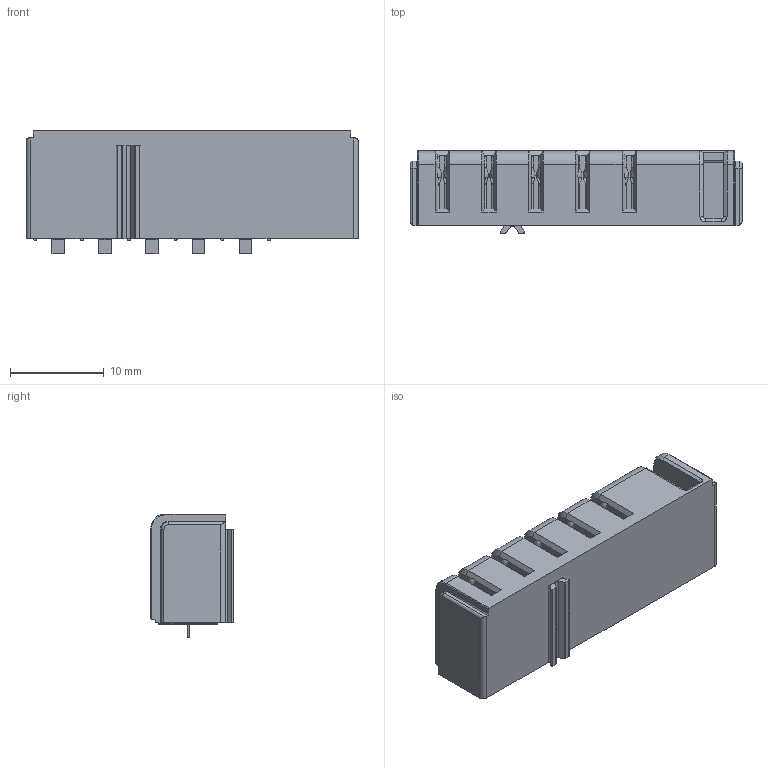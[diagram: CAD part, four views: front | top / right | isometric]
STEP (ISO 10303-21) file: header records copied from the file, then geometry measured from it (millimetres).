
FILE_DESCRIPTION((''),'2;1');
FILE_NAME('C-5787802-1','2013-06-13T',('workeradm'),('Tyco Electronics Ltd.'),'PRO/ENGINEER BY PARAMETRIC TECHNOLOGY CORPORATION, 2011490','PRO/ENGINEER BY PARAMETRIC TECHNOLOGY CORPORATION, 2011490','');
FILE_SCHEMA(('AUTOMOTIVE_DESIGN { 1 0 10303 214 1 1 1 1 }'));
Length unit declared in the file: millimetre
Products named in the file (1): C-5787802-1
Bounding box: 35.5 x 8.8 x 13.25 mm (x, y, z)
Volume: 2733.9 mm3; surface area: 2659.6 mm2
Topology: 1 solids, 1 shells, 421 faces, 1153 edges, 744 vertices
Faces by surface type: plane 262, cylinder 119, bspline 20, cone 14, torus 6
Entity records: 14337 total; most frequent: CARTESIAN_POINT 3350, ORIENTED_EDGE 2306, DIRECTION 2075, EDGE_CURVE 1153, VECTOR 825, LINE 825, VERTEX_POINT 744, AXIS2_PLACEMENT_3D 625
